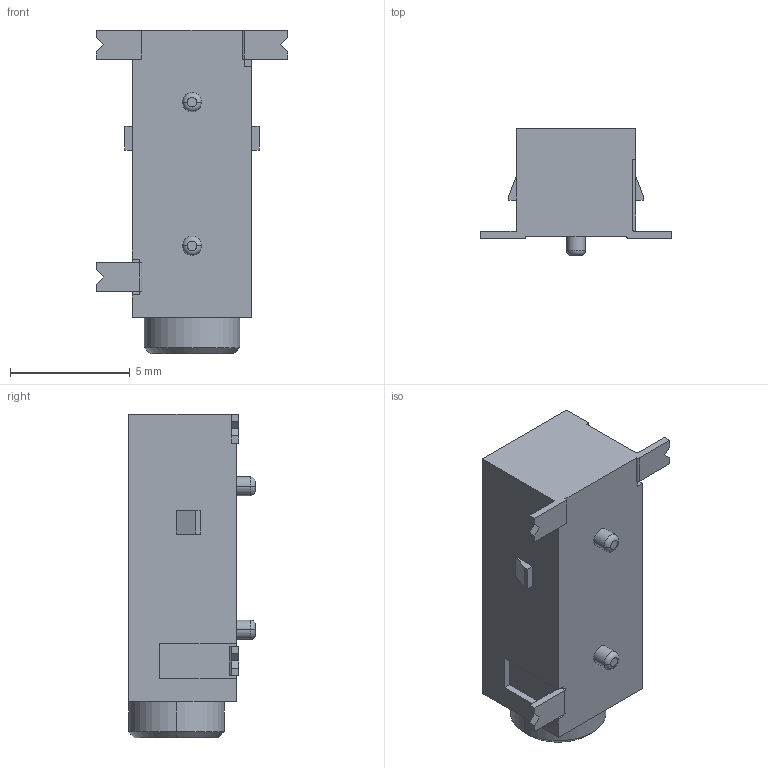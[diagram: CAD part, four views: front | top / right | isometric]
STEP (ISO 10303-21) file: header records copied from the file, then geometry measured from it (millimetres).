
FILE_DESCRIPTION (( 'STEP AP203' ), '1' );
FILE_NAME ('CUI_DEVICES_MJ-2523-SMT-TR.step', '2020-11-03T12:59:17', ( '' ), ( '' ), 'SwSTEP 2.0', 'SolidWorks 2020', '' );
FILE_SCHEMA (( 'CONFIG_CONTROL_DESIGN' ));
Length unit declared in the file: inch
Products named in the file (1): CUI_DEVICES_MJ-2523-SMT-TR
Bounding box: 8 x 5.3 x 13.5 mm (x, y, z)
Volume: 281.1 mm3; surface area: 325.2 mm2
Topology: 1 solids, 1 shells, 69 faces, 179 edges, 117 vertices
Faces by surface type: plane 51, cylinder 12, torus 4, cone 2
Entity records: 2171 total; most frequent: CARTESIAN_POINT 366, ORIENTED_EDGE 358, DIRECTION 354, EDGE_CURVE 179, VECTOR 144, LINE 144, VERTEX_POINT 117, AXIS2_PLACEMENT_3D 105
